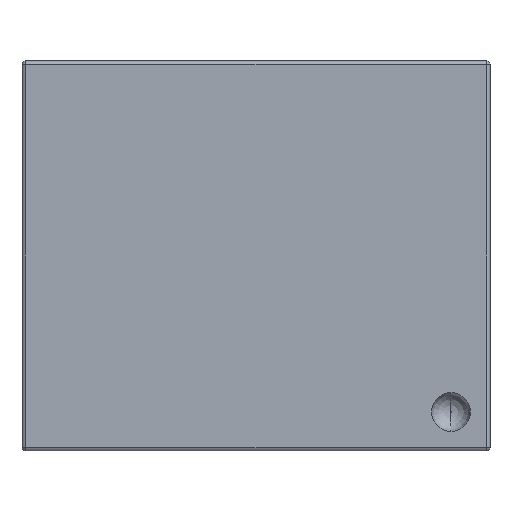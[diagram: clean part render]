
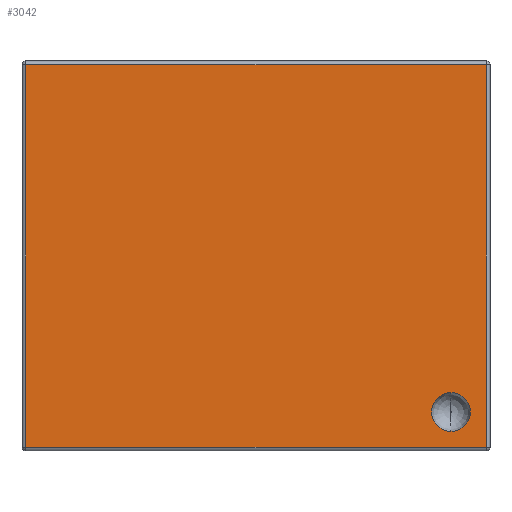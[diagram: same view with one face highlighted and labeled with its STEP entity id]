
A CAD part, front view. The second image highlights one B-rep face of the part: STEP entity #3042.
In plain terms, the highlighted planar face has unit normal (0, -1, 0).
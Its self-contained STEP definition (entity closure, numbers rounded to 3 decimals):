
#57 = VERTEX_POINT('',#58);
#58 = CARTESIAN_POINT('',(2.5,-0.5,-1.75));
#68 = SURFACE_OF_REVOLUTION('',#69,#77);
#69 = B_SPLINE_CURVE_WITH_KNOTS('',6,(#70,#71,#72,#73,#74,#75,#76),
  .UNSPECIFIED.,.F.,.F.,(7,7),(0.201,1.571),
  .PIECEWISE_BEZIER_KNOTS.);
#70 = CARTESIAN_POINT('',(2.5,-0.5,-1.75));
#71 = CARTESIAN_POINT('',(2.5,-0.444,-1.761));
#72 = CARTESIAN_POINT('',(2.5,-0.391,-1.788));
#73 = CARTESIAN_POINT('',(2.5,-0.347,-1.829));
#74 = CARTESIAN_POINT('',(2.5,-0.316,-1.881));
#75 = CARTESIAN_POINT('',(2.5,-0.3,-1.938));
#76 = CARTESIAN_POINT('',(2.5,-0.3,-1.995));
#77 = AXIS1_PLACEMENT('',#78,#79);
#78 = CARTESIAN_POINT('',(2.5,-0.55,-2.));
#79 = DIRECTION('',(0.,1.,0.));
#87 = SURFACE_OF_REVOLUTION('',#88,#96);
#88 = B_SPLINE_CURVE_WITH_KNOTS('',6,(#89,#90,#91,#92,#93,#94,#95),
  .UNSPECIFIED.,.F.,.F.,(7,7),(0.201,1.571),
  .PIECEWISE_BEZIER_KNOTS.);
#89 = CARTESIAN_POINT('',(2.5,-0.5,-1.75));
#90 = CARTESIAN_POINT('',(2.5,-0.444,-1.761));
#91 = CARTESIAN_POINT('',(2.5,-0.391,-1.788));
#92 = CARTESIAN_POINT('',(2.5,-0.347,-1.829));
#93 = CARTESIAN_POINT('',(2.5,-0.316,-1.881));
#94 = CARTESIAN_POINT('',(2.5,-0.3,-1.938));
#95 = CARTESIAN_POINT('',(2.5,-0.3,-1.995));
#96 = AXIS1_PLACEMENT('',#97,#98);
#97 = CARTESIAN_POINT('',(2.5,-0.55,-2.));
#98 = DIRECTION('',(0.,1.,0.));
#136 = VERTEX_POINT('',#137);
#137 = CARTESIAN_POINT('',(2.5,-0.5,-2.25));
#159 = EDGE_CURVE('',#57,#136,#160,.T.);
#160 = SURFACE_CURVE('',#161,(#166,#173),.PCURVE_S1.);
#161 = CIRCLE('',#162,0.25);
#162 = AXIS2_PLACEMENT_3D('',#163,#164,#165);
#163 = CARTESIAN_POINT('',(2.5,-0.5,-2.));
#164 = DIRECTION('',(0.,-1.,0.));
#165 = DIRECTION('',(0.,0.,-1.));
#166 = PCURVE('',#68,#167);
#167 = DEFINITIONAL_REPRESENTATION('',(#168),#172);
#168 = LINE('',#169,#170);
#169 = CARTESIAN_POINT('',(9.425,0.201));
#170 = VECTOR('',#171,1.);
#171 = DIRECTION('',(-1.,0.));
#172 = ( GEOMETRIC_REPRESENTATION_CONTEXT(2) 
PARAMETRIC_REPRESENTATION_CONTEXT() REPRESENTATION_CONTEXT('2D SPACE',''
  ) );
#173 = PCURVE('',#174,#179);
#174 = PLANE('',#175);
#175 = AXIS2_PLACEMENT_3D('',#176,#177,#178);
#176 = CARTESIAN_POINT('',(3.,-0.5,-2.5));
#177 = DIRECTION('',(0.,-1.,0.));
#178 = DIRECTION('',(0.,0.,-1.));
#179 = DEFINITIONAL_REPRESENTATION('',(#180),#184);
#180 = CIRCLE('',#181,0.25);
#181 = AXIS2_PLACEMENT_2D('',#182,#183);
#182 = CARTESIAN_POINT('',(-0.5,-0.5));
#183 = DIRECTION('',(1.,0.));
#184 = ( GEOMETRIC_REPRESENTATION_CONTEXT(2) 
PARAMETRIC_REPRESENTATION_CONTEXT() REPRESENTATION_CONTEXT('2D SPACE',''
  ) );
#1257 = CYLINDRICAL_SURFACE('',#1258,0.05);
#1258 = AXIS2_PLACEMENT_3D('',#1259,#1260,#1261);
#1259 = CARTESIAN_POINT('',(2.95,-0.45,2.5));
#1260 = DIRECTION('',(0.,0.,1.));
#1261 = DIRECTION('',(1.,0.,0.));
#1810 = CYLINDRICAL_SURFACE('',#1811,0.05);
#1811 = AXIS2_PLACEMENT_3D('',#1812,#1813,#1814);
#1812 = CARTESIAN_POINT('',(-3.,-0.45,-2.45));
#1813 = DIRECTION('',(1.,0.,0.));
#1814 = DIRECTION('',(0.,0.,-1.));
#2306 = CYLINDRICAL_SURFACE('',#2307,0.05);
#2307 = AXIS2_PLACEMENT_3D('',#2308,#2309,#2310);
#2308 = CARTESIAN_POINT('',(-2.95,-0.45,2.5));
#2309 = DIRECTION('',(0.,0.,-1.));
#2310 = DIRECTION('',(-1.,0.,0.));
#2513 = CYLINDRICAL_SURFACE('',#2514,0.05);
#2514 = AXIS2_PLACEMENT_3D('',#2515,#2516,#2517);
#2515 = CARTESIAN_POINT('',(-3.,-0.45,2.45));
#2516 = DIRECTION('',(-1.,0.,0.));
#2517 = DIRECTION('',(0.,0.,1.));
#3042 = ADVANCED_FACE('',(#3043,#3068),#174,.T.);
#3043 = FACE_BOUND('',#3044,.T.);
#3044 = EDGE_LOOP('',(#3045,#3046));
#3045 = ORIENTED_EDGE('',*,*,#159,.F.);
#3046 = ORIENTED_EDGE('',*,*,#3047,.F.);
#3047 = EDGE_CURVE('',#136,#57,#3048,.T.);
#3048 = SURFACE_CURVE('',#3049,(#3054,#3061),.PCURVE_S1.);
#3049 = CIRCLE('',#3050,0.25);
#3050 = AXIS2_PLACEMENT_3D('',#3051,#3052,#3053);
#3051 = CARTESIAN_POINT('',(2.5,-0.5,-2.));
#3052 = DIRECTION('',(0.,-1.,0.));
#3053 = DIRECTION('',(0.,0.,-1.));
#3054 = PCURVE('',#174,#3055);
#3055 = DEFINITIONAL_REPRESENTATION('',(#3056),#3060);
#3056 = CIRCLE('',#3057,0.25);
#3057 = AXIS2_PLACEMENT_2D('',#3058,#3059);
#3058 = CARTESIAN_POINT('',(-0.5,-0.5));
#3059 = DIRECTION('',(1.,0.));
#3060 = ( GEOMETRIC_REPRESENTATION_CONTEXT(2) 
PARAMETRIC_REPRESENTATION_CONTEXT() REPRESENTATION_CONTEXT('2D SPACE',''
  ) );
#3061 = PCURVE('',#87,#3062);
#3062 = DEFINITIONAL_REPRESENTATION('',(#3063),#3067);
#3063 = LINE('',#3064,#3065);
#3064 = CARTESIAN_POINT('',(3.142,0.201));
#3065 = VECTOR('',#3066,1.);
#3066 = DIRECTION('',(-1.,0.));
#3067 = ( GEOMETRIC_REPRESENTATION_CONTEXT(2) 
PARAMETRIC_REPRESENTATION_CONTEXT() REPRESENTATION_CONTEXT('2D SPACE',''
  ) );
#3068 = FACE_BOUND('',#3069,.T.);
#3069 = EDGE_LOOP('',(#3070,#3095,#3118,#3141));
#3070 = ORIENTED_EDGE('',*,*,#3071,.T.);
#3071 = EDGE_CURVE('',#3072,#3074,#3076,.T.);
#3072 = VERTEX_POINT('',#3073);
#3073 = CARTESIAN_POINT('',(2.95,-0.5,2.45));
#3074 = VERTEX_POINT('',#3075);
#3075 = CARTESIAN_POINT('',(-2.95,-0.5,2.45));
#3076 = SURFACE_CURVE('',#3077,(#3081,#3088),.PCURVE_S1.);
#3077 = LINE('',#3078,#3079);
#3078 = CARTESIAN_POINT('',(-3.,-0.5,2.45));
#3079 = VECTOR('',#3080,1.);
#3080 = DIRECTION('',(-1.,0.,0.));
#3081 = PCURVE('',#174,#3082);
#3082 = DEFINITIONAL_REPRESENTATION('',(#3083),#3087);
#3083 = LINE('',#3084,#3085);
#3084 = CARTESIAN_POINT('',(-4.95,-6.));
#3085 = VECTOR('',#3086,1.);
#3086 = DIRECTION('',(-0.,-1.));
#3087 = ( GEOMETRIC_REPRESENTATION_CONTEXT(2) 
PARAMETRIC_REPRESENTATION_CONTEXT() REPRESENTATION_CONTEXT('2D SPACE',''
  ) );
#3088 = PCURVE('',#2513,#3089);
#3089 = DEFINITIONAL_REPRESENTATION('',(#3090),#3094);
#3090 = LINE('',#3091,#3092);
#3091 = CARTESIAN_POINT('',(4.712,0.));
#3092 = VECTOR('',#3093,1.);
#3093 = DIRECTION('',(0.,1.));
#3094 = ( GEOMETRIC_REPRESENTATION_CONTEXT(2) 
PARAMETRIC_REPRESENTATION_CONTEXT() REPRESENTATION_CONTEXT('2D SPACE',''
  ) );
#3095 = ORIENTED_EDGE('',*,*,#3096,.T.);
#3096 = EDGE_CURVE('',#3074,#3097,#3099,.T.);
#3097 = VERTEX_POINT('',#3098);
#3098 = CARTESIAN_POINT('',(-2.95,-0.5,-2.45));
#3099 = SURFACE_CURVE('',#3100,(#3104,#3111),.PCURVE_S1.);
#3100 = LINE('',#3101,#3102);
#3101 = CARTESIAN_POINT('',(-2.95,-0.5,-2.5));
#3102 = VECTOR('',#3103,1.);
#3103 = DIRECTION('',(-0.,-0.,-1.));
#3104 = PCURVE('',#174,#3105);
#3105 = DEFINITIONAL_REPRESENTATION('',(#3106),#3110);
#3106 = LINE('',#3107,#3108);
#3107 = CARTESIAN_POINT('',(-0.,-5.95));
#3108 = VECTOR('',#3109,1.);
#3109 = DIRECTION('',(1.,0.));
#3110 = ( GEOMETRIC_REPRESENTATION_CONTEXT(2) 
PARAMETRIC_REPRESENTATION_CONTEXT() REPRESENTATION_CONTEXT('2D SPACE',''
  ) );
#3111 = PCURVE('',#2306,#3112);
#3112 = DEFINITIONAL_REPRESENTATION('',(#3113),#3117);
#3113 = LINE('',#3114,#3115);
#3114 = CARTESIAN_POINT('',(4.712,5.));
#3115 = VECTOR('',#3116,1.);
#3116 = DIRECTION('',(0.,1.));
#3117 = ( GEOMETRIC_REPRESENTATION_CONTEXT(2) 
PARAMETRIC_REPRESENTATION_CONTEXT() REPRESENTATION_CONTEXT('2D SPACE',''
  ) );
#3118 = ORIENTED_EDGE('',*,*,#3119,.T.);
#3119 = EDGE_CURVE('',#3097,#3120,#3122,.T.);
#3120 = VERTEX_POINT('',#3121);
#3121 = CARTESIAN_POINT('',(2.95,-0.5,-2.45));
#3122 = SURFACE_CURVE('',#3123,(#3127,#3134),.PCURVE_S1.);
#3123 = LINE('',#3124,#3125);
#3124 = CARTESIAN_POINT('',(3.,-0.5,-2.45));
#3125 = VECTOR('',#3126,1.);
#3126 = DIRECTION('',(1.,0.,0.));
#3127 = PCURVE('',#174,#3128);
#3128 = DEFINITIONAL_REPRESENTATION('',(#3129),#3133);
#3129 = LINE('',#3130,#3131);
#3130 = CARTESIAN_POINT('',(-0.05,0.));
#3131 = VECTOR('',#3132,1.);
#3132 = DIRECTION('',(0.,1.));
#3133 = ( GEOMETRIC_REPRESENTATION_CONTEXT(2) 
PARAMETRIC_REPRESENTATION_CONTEXT() REPRESENTATION_CONTEXT('2D SPACE',''
  ) );
#3134 = PCURVE('',#1810,#3135);
#3135 = DEFINITIONAL_REPRESENTATION('',(#3136),#3140);
#3136 = LINE('',#3137,#3138);
#3137 = CARTESIAN_POINT('',(4.712,6.));
#3138 = VECTOR('',#3139,1.);
#3139 = DIRECTION('',(0.,1.));
#3140 = ( GEOMETRIC_REPRESENTATION_CONTEXT(2) 
PARAMETRIC_REPRESENTATION_CONTEXT() REPRESENTATION_CONTEXT('2D SPACE',''
  ) );
#3141 = ORIENTED_EDGE('',*,*,#3142,.T.);
#3142 = EDGE_CURVE('',#3120,#3072,#3143,.T.);
#3143 = SURFACE_CURVE('',#3144,(#3148,#3155),.PCURVE_S1.);
#3144 = LINE('',#3145,#3146);
#3145 = CARTESIAN_POINT('',(2.95,-0.5,2.5));
#3146 = VECTOR('',#3147,1.);
#3147 = DIRECTION('',(0.,0.,1.));
#3148 = PCURVE('',#174,#3149);
#3149 = DEFINITIONAL_REPRESENTATION('',(#3150),#3154);
#3150 = LINE('',#3151,#3152);
#3151 = CARTESIAN_POINT('',(-5.,-0.05));
#3152 = VECTOR('',#3153,1.);
#3153 = DIRECTION('',(-1.,0.));
#3154 = ( GEOMETRIC_REPRESENTATION_CONTEXT(2) 
PARAMETRIC_REPRESENTATION_CONTEXT() REPRESENTATION_CONTEXT('2D SPACE',''
  ) );
#3155 = PCURVE('',#1257,#3156);
#3156 = DEFINITIONAL_REPRESENTATION('',(#3157),#3161);
#3157 = LINE('',#3158,#3159);
#3158 = CARTESIAN_POINT('',(4.712,0.));
#3159 = VECTOR('',#3160,1.);
#3160 = DIRECTION('',(0.,1.));
#3161 = ( GEOMETRIC_REPRESENTATION_CONTEXT(2) 
PARAMETRIC_REPRESENTATION_CONTEXT() REPRESENTATION_CONTEXT('2D SPACE',''
  ) );
